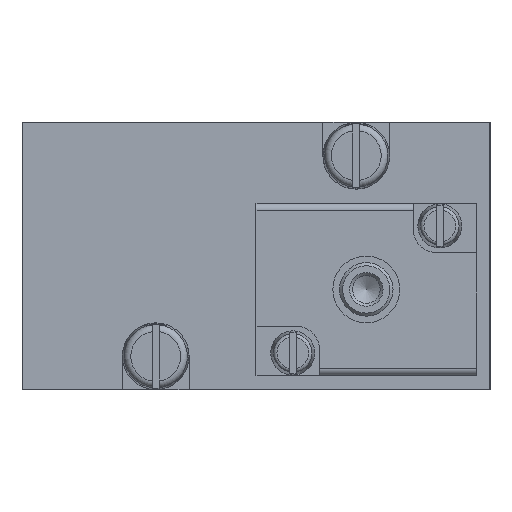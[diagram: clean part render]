
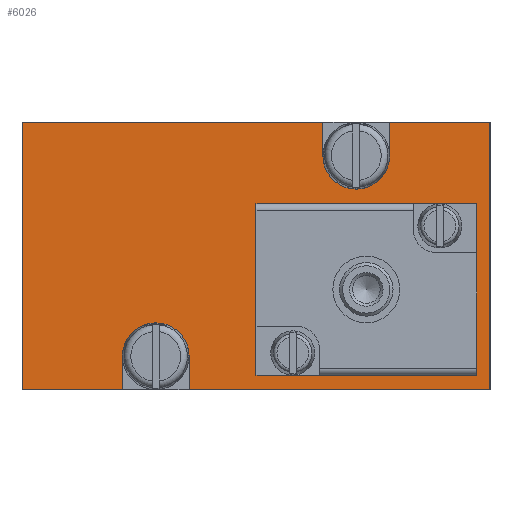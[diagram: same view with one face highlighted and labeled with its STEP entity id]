
A CAD part, left-side view. The second image highlights one B-rep face of the part: STEP entity #6026.
In plain terms, the highlighted planar face has unit normal (-1, 0, 0).
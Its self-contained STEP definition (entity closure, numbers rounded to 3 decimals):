
#340=CIRCLE('',#6490,5.);
#341=CIRCLE('',#6491,5.);
#871=ORIENTED_EDGE('',*,*,#2398,.F.);
#872=ORIENTED_EDGE('',*,*,#2410,.F.);
#873=ORIENTED_EDGE('',*,*,#2393,.T.);
#874=ORIENTED_EDGE('',*,*,#2412,.T.);
#875=ORIENTED_EDGE('',*,*,#2573,.F.);
#876=ORIENTED_EDGE('',*,*,#2574,.F.);
#877=ORIENTED_EDGE('',*,*,#2575,.F.);
#878=ORIENTED_EDGE('',*,*,#2570,.T.);
#879=ORIENTED_EDGE('',*,*,#2576,.T.);
#880=ORIENTED_EDGE('',*,*,#2577,.F.);
#881=ORIENTED_EDGE('',*,*,#2578,.F.);
#882=ORIENTED_EDGE('',*,*,#2579,.F.);
#883=ORIENTED_EDGE('',*,*,#2580,.F.);
#884=ORIENTED_EDGE('',*,*,#2581,.F.);
#885=ORIENTED_EDGE('',*,*,#2582,.F.);
#886=ORIENTED_EDGE('',*,*,#2566,.T.);
#2393=EDGE_CURVE('',#3262,#3261,#3850,.T.);
#2398=EDGE_CURVE('',#3265,#3266,#3855,.T.);
#2410=EDGE_CURVE('',#3262,#3265,#3863,.T.);
#2412=EDGE_CURVE('',#3261,#3266,#3865,.T.);
#2566=EDGE_CURVE('',#3398,#3396,#3910,.T.);
#2570=EDGE_CURVE('',#3402,#3401,#3914,.T.);
#2573=EDGE_CURVE('',#3404,#3396,#3917,.T.);
#2574=EDGE_CURVE('',#3405,#3404,#340,.F.);
#2575=EDGE_CURVE('',#3402,#3405,#3918,.T.);
#2576=EDGE_CURVE('',#3401,#3406,#3919,.T.);
#2577=EDGE_CURVE('',#3407,#3406,#3920,.T.);
#2578=EDGE_CURVE('',#3408,#3407,#3921,.T.);
#2579=EDGE_CURVE('',#3409,#3408,#341,.F.);
#2580=EDGE_CURVE('',#3410,#3409,#3922,.T.);
#2581=EDGE_CURVE('',#3411,#3410,#3923,.T.);
#2582=EDGE_CURVE('',#3398,#3411,#3924,.T.);
#3261=VERTEX_POINT('',#9075);
#3262=VERTEX_POINT('',#9077);
#3265=VERTEX_POINT('',#9085);
#3266=VERTEX_POINT('',#9087);
#3396=VERTEX_POINT('',#9600);
#3398=VERTEX_POINT('',#9603);
#3401=VERTEX_POINT('',#9609);
#3402=VERTEX_POINT('',#9611);
#3404=VERTEX_POINT('',#9617);
#3405=VERTEX_POINT('',#9619);
#3406=VERTEX_POINT('',#9622);
#3407=VERTEX_POINT('',#9624);
#3408=VERTEX_POINT('',#9626);
#3409=VERTEX_POINT('',#9628);
#3410=VERTEX_POINT('',#9630);
#3411=VERTEX_POINT('',#9632);
#3850=LINE('',#9076,#4338);
#3855=LINE('',#9086,#4343);
#3863=LINE('',#9109,#4351);
#3865=LINE('',#9113,#4353);
#3910=LINE('',#9602,#4398);
#3914=LINE('',#9610,#4402);
#3917=LINE('',#9616,#4405);
#3918=LINE('',#9620,#4406);
#3919=LINE('',#9621,#4407);
#3920=LINE('',#9623,#4408);
#3921=LINE('',#9625,#4409);
#3922=LINE('',#9629,#4410);
#3923=LINE('',#9631,#4411);
#3924=LINE('',#9633,#4412);
#4338=VECTOR('',#7132,1000.);
#4343=VECTOR('',#7139,1000.);
#4351=VECTOR('',#7157,1000.);
#4353=VECTOR('',#7161,1000.);
#4398=VECTOR('',#7396,1000.);
#4402=VECTOR('',#7400,1000.);
#4405=VECTOR('',#7405,1000.);
#4406=VECTOR('',#7408,1000.);
#4407=VECTOR('',#7409,1000.);
#4408=VECTOR('',#7410,1000.);
#4409=VECTOR('',#7411,1000.);
#4410=VECTOR('',#7414,1000.);
#4411=VECTOR('',#7415,1000.);
#4412=VECTOR('',#7416,1000.);
#4876=EDGE_LOOP('',(#871,#872,#873,#874));
#4877=EDGE_LOOP('',(#875,#876,#877,#878,#879,#880,#881,#882,#883,#884,#885,
#886));
#5354=FACE_BOUND('',#4876,.T.);
#5355=FACE_BOUND('',#4877,.T.);
#5796=PLANE('',#6489);
#6026=ADVANCED_FACE('',(#5354,#5355),#5796,.F.);
#6489=AXIS2_PLACEMENT_3D('',#9615,#7403,#7404);
#6490=AXIS2_PLACEMENT_3D('',#9618,#7406,#7407);
#6491=AXIS2_PLACEMENT_3D('',#9627,#7412,#7413);
#7132=DIRECTION('',(0.,-1.,0.));
#7139=DIRECTION('',(0.,-1.,0.));
#7157=DIRECTION('',(0.,0.,-1.));
#7161=DIRECTION('',(0.,0.,-1.));
#7396=DIRECTION('',(0.,-1.,0.));
#7400=DIRECTION('',(0.,-1.,0.));
#7403=DIRECTION('',(1.,0.,0.));
#7404=DIRECTION('',(0.,0.,-1.));
#7405=DIRECTION('',(0.,0.,-1.));
#7406=DIRECTION('',(1.,0.,0.));
#7407=DIRECTION('',(0.,0.,-1.));
#7408=DIRECTION('',(0.,0.,1.));
#7409=DIRECTION('',(0.,0.,1.));
#7410=DIRECTION('',(0.,-1.,0.));
#7411=DIRECTION('',(0.,0.,1.));
#7412=DIRECTION('',(1.,0.,0.));
#7413=DIRECTION('',(0.,0.,-1.));
#7414=DIRECTION('',(0.,0.,-1.));
#7415=DIRECTION('',(0.,-1.,0.));
#7416=DIRECTION('',(0.,0.,1.));
#9075=CARTESIAN_POINT('',(-81.5,2.,7.85));
#9076=CARTESIAN_POINT('',(-81.5,35.,7.85));
#9077=CARTESIAN_POINT('',(-81.5,35.,7.85));
#9085=CARTESIAN_POINT('',(-81.5,35.,-17.85));
#9086=CARTESIAN_POINT('',(-81.5,35.,-17.85));
#9087=CARTESIAN_POINT('',(-81.5,2.,-17.85));
#9109=CARTESIAN_POINT('',(-81.5,35.,7.85));
#9113=CARTESIAN_POINT('',(-81.5,2.,7.85));
#9600=CARTESIAN_POINT('',(-81.5,55.,-20.));
#9602=CARTESIAN_POINT('',(-81.5,70.,-20.));
#9603=CARTESIAN_POINT('',(-81.5,70.,-20.));
#9609=CARTESIAN_POINT('',(-81.5,0.,-20.));
#9610=CARTESIAN_POINT('',(-81.5,70.,-20.));
#9611=CARTESIAN_POINT('',(-81.5,45.,-20.));
#9615=CARTESIAN_POINT('',(-81.5,70.,-20.));
#9616=CARTESIAN_POINT('',(-81.5,55.,-20.));
#9617=CARTESIAN_POINT('',(-81.5,55.,-15.));
#9618=CARTESIAN_POINT('',(-81.5,50.,-15.));
#9619=CARTESIAN_POINT('',(-81.5,45.,-15.));
#9620=CARTESIAN_POINT('',(-81.5,45.,-20.));
#9621=CARTESIAN_POINT('',(-81.5,0.,-20.));
#9622=CARTESIAN_POINT('',(-81.5,0.,20.));
#9623=CARTESIAN_POINT('',(-81.5,70.,20.));
#9624=CARTESIAN_POINT('',(-81.5,15.,20.));
#9625=CARTESIAN_POINT('',(-81.5,15.,-20.));
#9626=CARTESIAN_POINT('',(-81.5,15.,15.));
#9627=CARTESIAN_POINT('',(-81.5,20.,15.));
#9628=CARTESIAN_POINT('',(-81.5,25.,15.));
#9629=CARTESIAN_POINT('',(-81.5,25.,-20.));
#9630=CARTESIAN_POINT('',(-81.5,25.,20.));
#9631=CARTESIAN_POINT('',(-81.5,70.,20.));
#9632=CARTESIAN_POINT('',(-81.5,70.,20.));
#9633=CARTESIAN_POINT('',(-81.5,70.,-20.));
